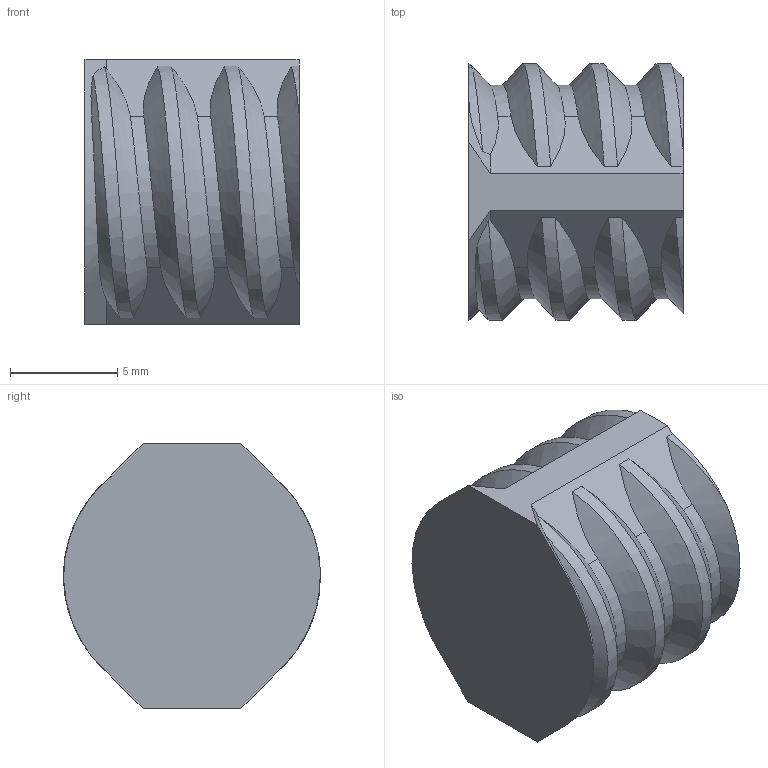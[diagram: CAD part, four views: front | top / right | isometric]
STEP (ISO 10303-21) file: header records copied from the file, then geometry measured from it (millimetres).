
FILE_DESCRIPTION(/* description */ (''),/* implementation_level */ '2;1');
FILE_NAME(/* name */ 'Bolt Lock short.step',/* time_stamp */ '2025-07-06T18:13:19+02:00',/* author */ (''),/* organization */ (''),/* preprocessor_version */ 'ST-DEVELOPER v20.1',/* originating_system */ 'Autodesk Translation Framework v14.10.0.0',/* authorisation */ '');
FILE_SCHEMA (('AUTOMOTIVE_DESIGN { 1 0 10303 214 3 1 1 }'));
Length unit declared in the file: millimetre
Products named in the file (1): 3x3
Bounding box: 10 x 12 x 12.4 mm (x, y, z)
Volume: 1008.4 mm3; surface area: 658.7 mm2
Topology: 1 solids, 1 shells, 40 faces, 116 edges, 78 vertices
Faces by surface type: bspline 17, cylinder 15, plane 8
Entity records: 2525 total; most frequent: CARTESIAN_POINT 1610, ORIENTED_EDGE 232, EDGE_CURVE 116, DIRECTION 97, VERTEX_POINT 78, B_SPLINE_CURVE_WITH_KNOTS 71, LINE 41, VECTOR 41
